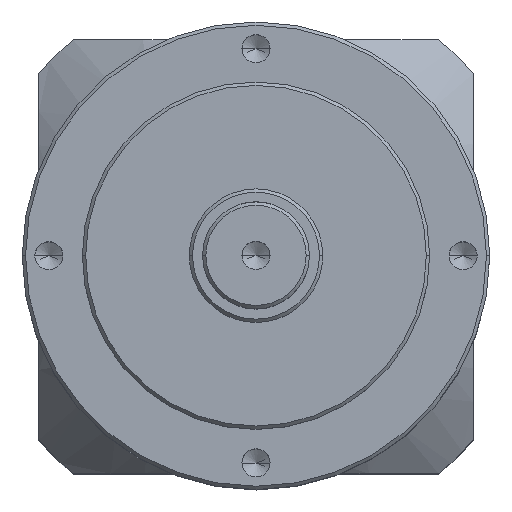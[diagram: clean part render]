
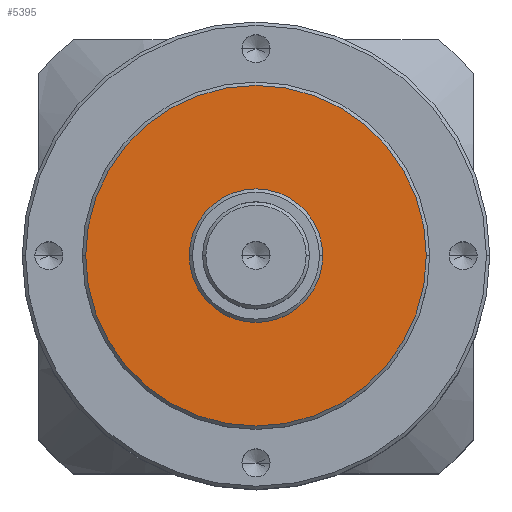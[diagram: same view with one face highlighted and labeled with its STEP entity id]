
A CAD part, top view. The second image highlights one B-rep face of the part: STEP entity #5395.
In plain terms, the highlighted planar face has unit normal (0, 0, 1).
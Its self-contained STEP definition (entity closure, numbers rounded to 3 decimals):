
#2002=CARTESIAN_POINT('',(0.,0.,44.557));
#2003=DIRECTION('',(0.,0.,1.));
#2004=DIRECTION('',(1.,0.,0.));
#2005=AXIS2_PLACEMENT_3D('',#2002,#2003,#2004);
#2007=CARTESIAN_POINT('',(0.,0.,44.557));
#2008=DIRECTION('',(0.,0.,1.));
#2009=DIRECTION('',(-1.,0.,0.));
#2010=AXIS2_PLACEMENT_3D('',#2007,#2008,#2009);
#2012=CARTESIAN_POINT('',(0.,0.,44.557));
#2013=DIRECTION('',(0.,0.,-1.));
#2014=DIRECTION('',(1.,0.,0.));
#2015=AXIS2_PLACEMENT_3D('',#2012,#2013,#2014);
#2017=CARTESIAN_POINT('',(0.,0.,44.557));
#2018=DIRECTION('',(0.,0.,-1.));
#2019=DIRECTION('',(-1.,0.,0.));
#2020=AXIS2_PLACEMENT_3D('',#2017,#2018,#2019);
#2602=CARTESIAN_POINT('',(-10.,0.,44.557));
#2603=VERTEX_POINT('',#2602);
#2604=CARTESIAN_POINT('',(10.,0.,44.557));
#2605=VERTEX_POINT('',#2604);
#2640=CARTESIAN_POINT('',(25.5,0.,44.557));
#2641=VERTEX_POINT('',#2640);
#2642=CARTESIAN_POINT('',(-25.5,0.,44.557));
#2643=VERTEX_POINT('',#2642);
#5380=CARTESIAN_POINT('',(0.,0.,44.557));
#5381=DIRECTION('',(0.,0.,1.));
#5382=DIRECTION('',(1.,0.,0.));
#5383=AXIS2_PLACEMENT_3D('',#5380,#5381,#5382);
#5384=PLANE('',#5383);
#5385=ORIENTED_EDGE('',*,*,#5362,.F.);
#5386=ORIENTED_EDGE('',*,*,#5347,.F.);
#5387=EDGE_LOOP('',(#5385,#5386));
#5388=FACE_OUTER_BOUND('',#5387,.F.);
#5390=ORIENTED_EDGE('',*,*,#5389,.F.);
#5392=ORIENTED_EDGE('',*,*,#5391,.F.);
#5393=EDGE_LOOP('',(#5390,#5392));
#5394=FACE_BOUND('',#5393,.F.);
#5395=ADVANCED_FACE('',(#5388,#5394),#5384,.T.);
#2006=CIRCLE('',#2005,25.5);
#2011=CIRCLE('',#2010,25.5);
#2016=CIRCLE('',#2015,10.);
#2021=CIRCLE('',#2020,10.);
#5347=EDGE_CURVE('',#2643,#2641,#2011,.T.);
#5362=EDGE_CURVE('',#2641,#2643,#2006,.T.);
#5389=EDGE_CURVE('',#2605,#2603,#2016,.T.);
#5391=EDGE_CURVE('',#2603,#2605,#2021,.T.);
